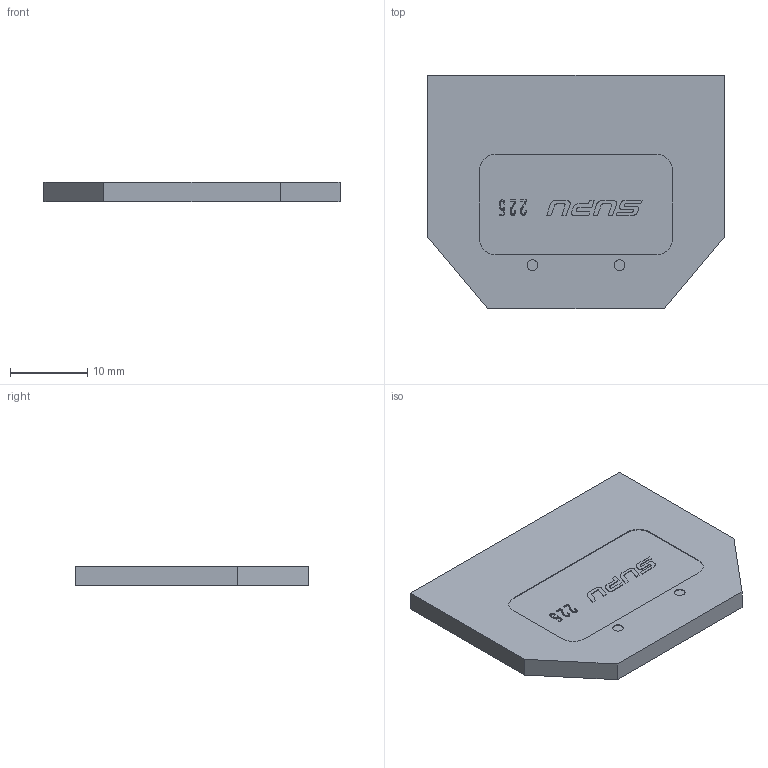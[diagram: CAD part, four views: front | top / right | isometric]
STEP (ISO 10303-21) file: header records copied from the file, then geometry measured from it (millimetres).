
FILE_DESCRIPTION(/* description */ (''),/* implementation_level */ '2;1');
FILE_NAME(/* name */ '225111.stp',/* time_stamp */ '2022-07-29T08:47:52+08:00',/* author */ (''),/* organization */ (''),/* preprocessor_version */ 'ST-DEVELOPER v16.7',/* originating_system */ 'SIEMENS PLM Software NX 12.0',/* authorisation */ '');
FILE_SCHEMA (('AP203_CONFIGURATION_CONTROLLED_3D_DESIGN_OF_MECHANICAL_PARTS_AND_ASSEMBLIES_MIM_LF { 1 0 10303 403 2 1 2}'));
Length unit declared in the file: millimetre
Products named in the file (1): sp1190t1017_01
Bounding box: 38.4 x 30.25 x 2.5 mm (x, y, z)
Volume: 2693.8 mm3; surface area: 2512.9 mm2
Topology: 1 solids, 1 shells, 125 faces, 339 edges, 226 vertices
Faces by surface type: plane 73, bspline 44, cylinder 8
Entity records: 6215 total; most frequent: CARTESIAN_POINT 3257, ORIENTED_EDGE 678, DIRECTION 428, EDGE_CURVE 339, LINE 232, VECTOR 232, VERTEX_POINT 226, EDGE_LOOP 135
